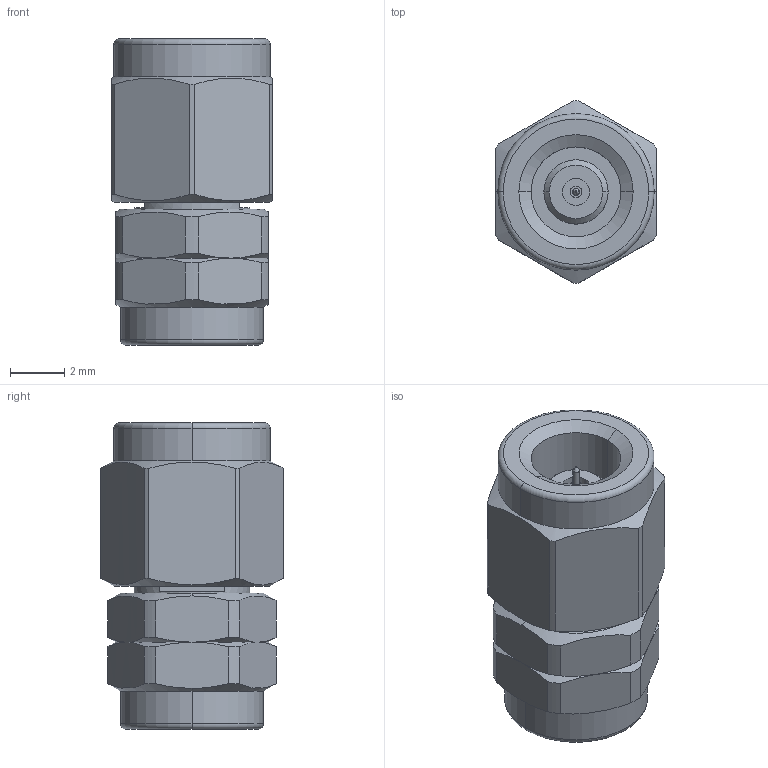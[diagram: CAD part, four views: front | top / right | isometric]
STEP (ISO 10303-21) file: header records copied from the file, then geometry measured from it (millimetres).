
FILE_DESCRIPTION (( 'STEP AP214' ), '1' );
FILE_NAME ('CT-1M08M-LN1.STEP', '2024-11-19T17:48:58', ( '' ), ( '' ), 'SwSTEP 2.0', 'SolidWorks 2021', '' );
FILE_SCHEMA (( 'AUTOMOTIVE_DESIGN' ));
Length unit declared in the file: millimetre
Products named in the file (1): CT-1M08M-LN1
Bounding box: 5.9 x 6.7 x 11.26 mm (x, y, z)
Volume: 261.2 mm3; surface area: 386.7 mm2
Topology: 1 solids, 1 shells, 120 faces, 276 edges, 170 vertices
Faces by surface type: cylinder 46, plane 36, cone 34, torus 4
Entity records: 4068 total; most frequent: CARTESIAN_POINT 1323, DIRECTION 588, ORIENTED_EDGE 552, EDGE_CURVE 276, AXIS2_PLACEMENT_3D 247, VERTEX_POINT 170, EDGE_LOOP 132, CIRCLE 126
